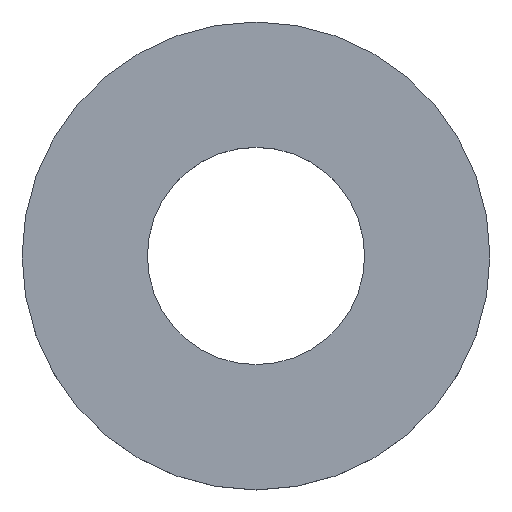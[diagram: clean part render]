
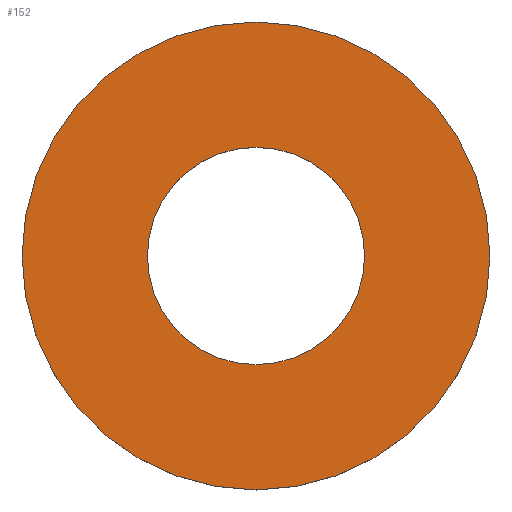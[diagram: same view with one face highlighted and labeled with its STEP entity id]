
A CAD part, top view. The second image highlights one B-rep face of the part: STEP entity #152.
In plain terms, the highlighted planar face has unit normal (0, 0, 1).
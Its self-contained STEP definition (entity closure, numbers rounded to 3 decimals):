
#2 = EDGE_LOOP ( 'NONE', ( #233, #95 ) ) ;
#4 = CARTESIAN_POINT ( 'NONE',  ( 0., 0., 1.2 ) ) ;
#24 = DIRECTION ( 'NONE',  ( 1., 0., 0. ) ) ;
#26 = CARTESIAN_POINT ( 'NONE',  ( -3.25, 0., 1.2 ) ) ;
#31 = VERTEX_POINT ( 'NONE', #79 ) ;
#41 = CARTESIAN_POINT ( 'NONE',  ( 3.25, 0., 1.2 ) ) ;
#44 = CARTESIAN_POINT ( 'NONE',  ( 0., 0., 1.2 ) ) ;
#49 = DIRECTION ( 'NONE',  ( 0., 0., -1. ) ) ;
#55 = EDGE_CURVE ( 'NONE', #76, #198, #138, .T. ) ;
#59 = EDGE_CURVE ( 'NONE', #31, #155, #164, .T. ) ;
#68 = CARTESIAN_POINT ( 'NONE',  ( 7., 0., 1.2 ) ) ;
#73 = EDGE_LOOP ( 'NONE', ( #151, #125 ) ) ;
#76 = VERTEX_POINT ( 'NONE', #41 ) ;
#79 = CARTESIAN_POINT ( 'NONE',  ( -7., 0., 1.2 ) ) ;
#83 = CARTESIAN_POINT ( 'NONE',  ( 0., 0., 1.2 ) ) ;
#85 = DIRECTION ( 'NONE',  ( 0., 0., -1. ) ) ;
#88 = DIRECTION ( 'NONE',  ( 1., 0., 0. ) ) ;
#90 = DIRECTION ( 'NONE',  ( 0., 0., -1. ) ) ;
#91 = EDGE_CURVE ( 'NONE', #198, #76, #140, .T. ) ;
#93 = CARTESIAN_POINT ( 'NONE',  ( 0., 0., 1.2 ) ) ;
#95 = ORIENTED_EDGE ( 'NONE', *, *, #132, .F. ) ;
#100 = AXIS2_PLACEMENT_3D ( 'NONE', #83, #85, #24 ) ;
#107 = PLANE ( 'NONE',  #235 ) ;
#113 = AXIS2_PLACEMENT_3D ( 'NONE', #4, #214, #88 ) ;
#124 = CIRCLE ( 'NONE', #113, 7. ) ;
#125 = ORIENTED_EDGE ( 'NONE', *, *, #55, .T. ) ;
#132 = EDGE_CURVE ( 'NONE', #155, #31, #124, .T. ) ;
#138 = CIRCLE ( 'NONE', #242, 3.25 ) ;
#140 = CIRCLE ( 'NONE', #141, 3.25 ) ;
#141 = AXIS2_PLACEMENT_3D ( 'NONE', #161, #90, #142 ) ;
#142 = DIRECTION ( 'NONE',  ( 1., 0., 0. ) ) ;
#143 = FACE_OUTER_BOUND ( 'NONE', #2, .T. ) ;
#151 = ORIENTED_EDGE ( 'NONE', *, *, #91, .T. ) ;
#152 = ADVANCED_FACE ( 'NONE', ( #200, #143 ), #107, .F. ) ;
#155 = VERTEX_POINT ( 'NONE', #68 ) ;
#161 = CARTESIAN_POINT ( 'NONE',  ( 0., 0., 1.2 ) ) ;
#164 = CIRCLE ( 'NONE', #100, 7. ) ;
#179 = DIRECTION ( 'NONE',  ( -1., 0., 0. ) ) ;
#198 = VERTEX_POINT ( 'NONE', #26 ) ;
#200 = FACE_BOUND ( 'NONE', #73, .T. ) ;
#214 = DIRECTION ( 'NONE',  ( 0., 0., -1. ) ) ;
#232 = DIRECTION ( 'NONE',  ( 1., 0., 0. ) ) ;
#233 = ORIENTED_EDGE ( 'NONE', *, *, #59, .F. ) ;
#235 = AXIS2_PLACEMENT_3D ( 'NONE', #93, #49, #179 ) ;
#242 = AXIS2_PLACEMENT_3D ( 'NONE', #44, #249, #232 ) ;
#249 = DIRECTION ( 'NONE',  ( 0., 0., -1. ) ) ;
